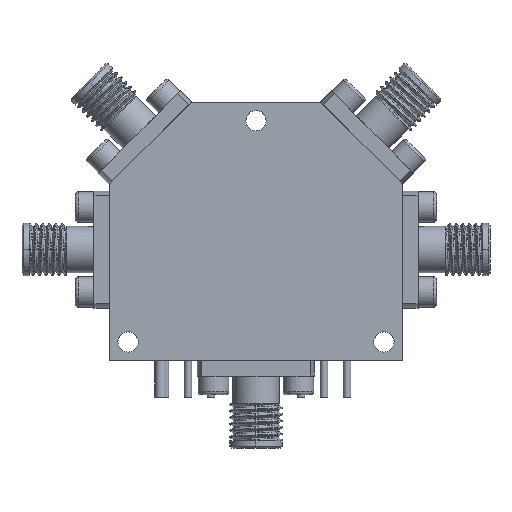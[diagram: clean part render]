
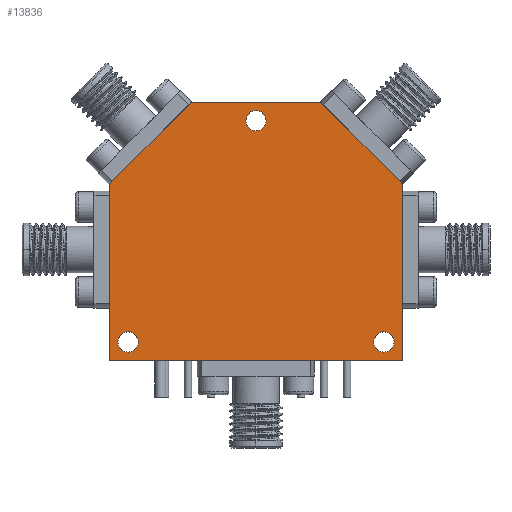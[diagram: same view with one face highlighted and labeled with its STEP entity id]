
A CAD part, top view. The second image highlights one B-rep face of the part: STEP entity #13836.
In plain terms, the highlighted planar face has unit normal (0, 0, 1).
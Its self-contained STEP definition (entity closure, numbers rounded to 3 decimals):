
#471 = AXIS2_PLACEMENT_3D ( 'NONE', #28546, #13922, #31119 ) ;
#526 = ORIENTED_EDGE ( 'NONE', *, *, #1580, .F. ) ;
#758 = VECTOR ( 'NONE', #1753, 1000. ) ;
#772 = LINE ( 'NONE', #5863, #15575 ) ;
#855 = EDGE_LOOP ( 'NONE', ( #30864, #29226 ) ) ;
#1428 = VERTEX_POINT ( 'NONE', #12566 ) ;
#1580 = EDGE_CURVE ( 'NONE', #26425, #2061, #17862, .T. ) ;
#1751 = AXIS2_PLACEMENT_3D ( 'NONE', #29728, #16618, #1900 ) ;
#1753 = DIRECTION ( 'NONE',  ( -1., 0., 0. ) ) ;
#1900 = DIRECTION ( 'NONE',  ( 1., 0., 0. ) ) ;
#1941 = FACE_BOUND ( 'NONE', #8629, .T. ) ;
#2061 = VERTEX_POINT ( 'NONE', #7793 ) ;
#3406 = VERTEX_POINT ( 'NONE', #29385 ) ;
#3735 = VERTEX_POINT ( 'NONE', #24822 ) ;
#4009 = PLANE ( 'NONE',  #471 ) ;
#4062 = CARTESIAN_POINT ( 'NONE',  ( 519.399, -53.02, 0. ) ) ;
#4422 = CARTESIAN_POINT ( 'NONE',  ( 489.649, -35.895, 0. ) ) ;
#4606 = LINE ( 'NONE', #14375, #758 ) ;
#4797 = CIRCLE ( 'NONE', #10924, 1.1 ) ;
#4863 = VECTOR ( 'NONE', #18460, 1000. ) ;
#5106 = VERTEX_POINT ( 'NONE', #13078 ) ;
#5410 = VERTEX_POINT ( 'NONE', #26847 ) ;
#5863 = CARTESIAN_POINT ( 'NONE',  ( 521.399, -55.02, 0. ) ) ;
#5899 = VERTEX_POINT ( 'NONE', #17943 ) ;
#5911 = DIRECTION ( 'NONE',  ( 0., 0., 1. ) ) ;
#6136 = AXIS2_PLACEMENT_3D ( 'NONE', #18094, #5911, #30618 ) ;
#6320 = DIRECTION ( 'NONE',  ( -0.707, 0.707, 0. ) ) ;
#6776 = ORIENTED_EDGE ( 'NONE', *, *, #9297, .T. ) ;
#6952 = VERTEX_POINT ( 'NONE', #4422 ) ;
#7069 = CIRCLE ( 'NONE', #14223, 1.1 ) ;
#7249 = DIRECTION ( 'NONE',  ( 0., -1., 0. ) ) ;
#7793 = CARTESIAN_POINT ( 'NONE',  ( 518.299, -53.02, 0. ) ) ;
#8554 = CARTESIAN_POINT ( 'NONE',  ( 521.399, -35.895, 0. ) ) ;
#8629 = EDGE_LOOP ( 'NONE', ( #526, #11774 ) ) ;
#9118 = FACE_BOUND ( 'NONE', #22556, .T. ) ;
#9297 = EDGE_CURVE ( 'NONE', #17178, #24279, #15640, .T. ) ;
#9335 = EDGE_CURVE ( 'NONE', #5899, #3406, #15948, .T. ) ;
#9449 = EDGE_CURVE ( 'NONE', #15434, #5106, #4797, .T. ) ;
#10542 = EDGE_CURVE ( 'NONE', #3406, #5410, #4606, .T. ) ;
#10905 = CIRCLE ( 'NONE', #19081, 1.1 ) ;
#10924 = AXIS2_PLACEMENT_3D ( 'NONE', #31673, #26664, #11758 ) ;
#11264 = DIRECTION ( 'NONE',  ( 0., 0., 1. ) ) ;
#11525 = CARTESIAN_POINT ( 'NONE',  ( 520.499, -53.02, 0. ) ) ;
#11758 = DIRECTION ( 'NONE',  ( 1., 0., 0. ) ) ;
#11774 = ORIENTED_EDGE ( 'NONE', *, *, #24970, .F. ) ;
#12414 = EDGE_LOOP ( 'NONE', ( #15229, #27282, #12556, #18516, #25848, #6776 ) ) ;
#12443 = CARTESIAN_POINT ( 'NONE',  ( 519.399, -53.02, 0. ) ) ;
#12556 = ORIENTED_EDGE ( 'NONE', *, *, #10542, .T. ) ;
#12566 = CARTESIAN_POINT ( 'NONE',  ( 506.624, -29.02, 0. ) ) ;
#13025 = CARTESIAN_POINT ( 'NONE',  ( 491.649, -53.02, 0. ) ) ;
#13078 = CARTESIAN_POINT ( 'NONE',  ( 492.749, -53.02, 0. ) ) ;
#13403 = EDGE_CURVE ( 'NONE', #5106, #15434, #7069, .T. ) ;
#13836 = ADVANCED_FACE ( 'NONE', ( #1941, #26272, #9118, #24024 ), #4009, .T. ) ;
#13922 = DIRECTION ( 'NONE',  ( 0., 0., 1. ) ) ;
#14223 = AXIS2_PLACEMENT_3D ( 'NONE', #13025, #25373, #25529 ) ;
#14375 = CARTESIAN_POINT ( 'NONE',  ( 512.524, -27.02, 0. ) ) ;
#14497 = CARTESIAN_POINT ( 'NONE',  ( 521.399, -55.02, 0. ) ) ;
#14550 = DIRECTION ( 'NONE',  ( 1., 0., 0. ) ) ;
#14632 = LINE ( 'NONE', #28754, #22769 ) ;
#15229 = ORIENTED_EDGE ( 'NONE', *, *, #19046, .T. ) ;
#15324 = CARTESIAN_POINT ( 'NONE',  ( 490.549, -53.02, 0. ) ) ;
#15434 = VERTEX_POINT ( 'NONE', #15324 ) ;
#15436 = CARTESIAN_POINT ( 'NONE',  ( 489.649, -55.02, 0. ) ) ;
#15529 = VECTOR ( 'NONE', #30406, 1000. ) ;
#15575 = VECTOR ( 'NONE', #17564, 1000. ) ;
#15640 = LINE ( 'NONE', #20610, #15529 ) ;
#15948 = LINE ( 'NONE', #8554, #29371 ) ;
#16159 = EDGE_CURVE ( 'NONE', #1428, #3735, #28150, .T. ) ;
#16206 = LINE ( 'NONE', #30664, #4863 ) ;
#16618 = DIRECTION ( 'NONE',  ( 0., 0., 1. ) ) ;
#17048 = ORIENTED_EDGE ( 'NONE', *, *, #13403, .F. ) ;
#17178 = VERTEX_POINT ( 'NONE', #15436 ) ;
#17430 = DIRECTION ( 'NONE',  ( 0., 0., 1. ) ) ;
#17564 = DIRECTION ( 'NONE',  ( 0., 1., 0. ) ) ;
#17862 = CIRCLE ( 'NONE', #27590, 1.1 ) ;
#17943 = CARTESIAN_POINT ( 'NONE',  ( 521.399, -35.895, 0. ) ) ;
#18002 = EDGE_CURVE ( 'NONE', #3735, #1428, #29899, .T. ) ;
#18094 = CARTESIAN_POINT ( 'NONE',  ( 505.524, -29.02, 0. ) ) ;
#18460 = DIRECTION ( 'NONE',  ( -0.707, -0.707, 0. ) ) ;
#18516 = ORIENTED_EDGE ( 'NONE', *, *, #20688, .T. ) ;
#19046 = EDGE_CURVE ( 'NONE', #24279, #5899, #772, .T. ) ;
#19081 = AXIS2_PLACEMENT_3D ( 'NONE', #12443, #17430, #14550 ) ;
#20484 = EDGE_CURVE ( 'NONE', #6952, #17178, #14632, .T. ) ;
#20610 = CARTESIAN_POINT ( 'NONE',  ( 489.649, -55.02, 0. ) ) ;
#20688 = EDGE_CURVE ( 'NONE', #5410, #6952, #16206, .T. ) ;
#22556 = EDGE_LOOP ( 'NONE', ( #17048, #26784 ) ) ;
#22769 = VECTOR ( 'NONE', #7249, 1000. ) ;
#24024 = FACE_OUTER_BOUND ( 'NONE', #12414, .T. ) ;
#24279 = VERTEX_POINT ( 'NONE', #14497 ) ;
#24822 = CARTESIAN_POINT ( 'NONE',  ( 504.424, -29.02, 0. ) ) ;
#24970 = EDGE_CURVE ( 'NONE', #2061, #26425, #10905, .T. ) ;
#25373 = DIRECTION ( 'NONE',  ( 0., 0., 1. ) ) ;
#25529 = DIRECTION ( 'NONE',  ( 1., 0., 0. ) ) ;
#25848 = ORIENTED_EDGE ( 'NONE', *, *, #20484, .T. ) ;
#26272 = FACE_BOUND ( 'NONE', #855, .T. ) ;
#26425 = VERTEX_POINT ( 'NONE', #11525 ) ;
#26664 = DIRECTION ( 'NONE',  ( 0., 0., 1. ) ) ;
#26784 = ORIENTED_EDGE ( 'NONE', *, *, #9449, .F. ) ;
#26847 = CARTESIAN_POINT ( 'NONE',  ( 498.524, -27.02, 0. ) ) ;
#27282 = ORIENTED_EDGE ( 'NONE', *, *, #9335, .T. ) ;
#27590 = AXIS2_PLACEMENT_3D ( 'NONE', #4062, #11264, #28278 ) ;
#28150 = CIRCLE ( 'NONE', #6136, 1.1 ) ;
#28278 = DIRECTION ( 'NONE',  ( 1., 0., 0. ) ) ;
#28546 = CARTESIAN_POINT ( 'NONE',  ( 491.649, -53.02, 0. ) ) ;
#28754 = CARTESIAN_POINT ( 'NONE',  ( 489.649, -35.895, 0. ) ) ;
#29226 = ORIENTED_EDGE ( 'NONE', *, *, #18002, .F. ) ;
#29371 = VECTOR ( 'NONE', #6320, 1000. ) ;
#29385 = CARTESIAN_POINT ( 'NONE',  ( 512.524, -27.02, 0. ) ) ;
#29728 = CARTESIAN_POINT ( 'NONE',  ( 505.524, -29.02, 0. ) ) ;
#29899 = CIRCLE ( 'NONE', #1751, 1.1 ) ;
#30406 = DIRECTION ( 'NONE',  ( 1., 0., 0. ) ) ;
#30618 = DIRECTION ( 'NONE',  ( 1., 0., 0. ) ) ;
#30664 = CARTESIAN_POINT ( 'NONE',  ( 498.524, -27.02, 0. ) ) ;
#30864 = ORIENTED_EDGE ( 'NONE', *, *, #16159, .F. ) ;
#31119 = DIRECTION ( 'NONE',  ( 1., 0., 0. ) ) ;
#31673 = CARTESIAN_POINT ( 'NONE',  ( 491.649, -53.02, 0. ) ) ;
